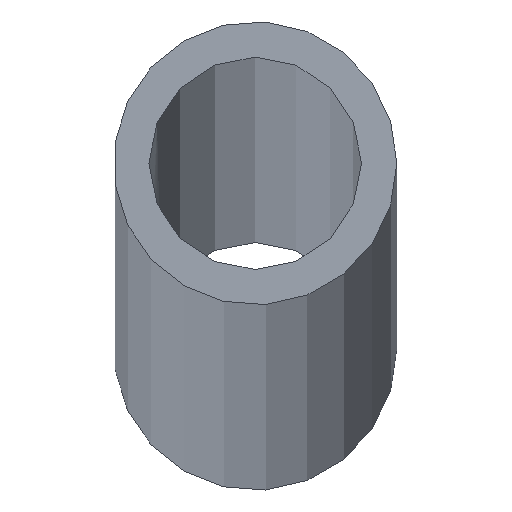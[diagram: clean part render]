
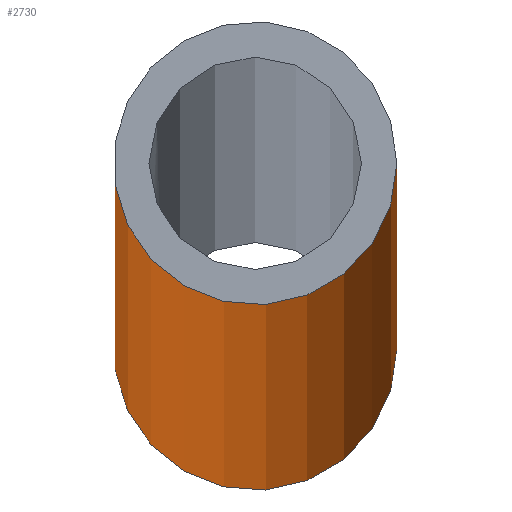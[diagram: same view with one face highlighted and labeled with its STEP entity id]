
A CAD part, top view. The second image highlights one B-rep face of the part: STEP entity #2730.
In plain terms, the highlighted cylindrical face has radius 8 mm (diameter 16 mm), a full revolution.
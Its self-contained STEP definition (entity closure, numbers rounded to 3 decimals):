
#1270 = CARTESIAN_POINT ( 'NONE',  ( 0., 0., 3000. ) ) ;
#1334 = FACE_OUTER_BOUND ( 'NONE', #6082, .T. ) ;
#1404 = ORIENTED_EDGE ( 'NONE', *, *, #9473, .F. ) ;
#1493 = DIRECTION ( 'NONE',  ( 0., 0., 1. ) ) ;
#2010 = VERTEX_POINT ( 'NONE', #12093 ) ;
#2202 = CIRCLE ( 'NONE', #7440, 8. ) ;
#2730 = ADVANCED_FACE ( 'NONE', ( #1334, #6522 ), #11677, .T. ) ;
#2905 = DIRECTION ( 'NONE',  ( 0., 0., 1. ) ) ;
#3203 = DIRECTION ( 'NONE',  ( 0., 0., -1. ) ) ;
#5089 = ORIENTED_EDGE ( 'NONE', *, *, #9764, .T. ) ;
#5667 = EDGE_LOOP ( 'NONE', ( #5089 ) ) ;
#6082 = EDGE_LOOP ( 'NONE', ( #1404 ) ) ;
#6522 = FACE_OUTER_BOUND ( 'NONE', #5667, .T. ) ;
#7238 = VERTEX_POINT ( 'NONE', #8237 ) ;
#7440 = AXIS2_PLACEMENT_3D ( 'NONE', #9234, #2905, #12188 ) ;
#7718 = CARTESIAN_POINT ( 'NONE',  ( 0., 0., 3000. ) ) ;
#7797 = AXIS2_PLACEMENT_3D ( 'NONE', #7718, #1493, #12873 ) ;
#8237 = CARTESIAN_POINT ( 'NONE',  ( 8., 0., -3000. ) ) ;
#8921 = CIRCLE ( 'NONE', #7797, 8. ) ;
#9234 = CARTESIAN_POINT ( 'NONE',  ( 0., 0., -3000. ) ) ;
#9473 = EDGE_CURVE ( 'NONE', #2010, #2010, #8921, .T. ) ;
#9764 = EDGE_CURVE ( 'NONE', #7238, #7238, #2202, .T. ) ;
#10658 = AXIS2_PLACEMENT_3D ( 'NONE', #1270, #3203, #12561 ) ;
#11677 = CYLINDRICAL_SURFACE ( 'NONE', #10658, 8. ) ;
#12093 = CARTESIAN_POINT ( 'NONE',  ( 8., 0., 3000. ) ) ;
#12188 = DIRECTION ( 'NONE',  ( 1., 0., 0. ) ) ;
#12561 = DIRECTION ( 'NONE',  ( -1., 0., 0. ) ) ;
#12873 = DIRECTION ( 'NONE',  ( 1., 0., 0. ) ) ;
